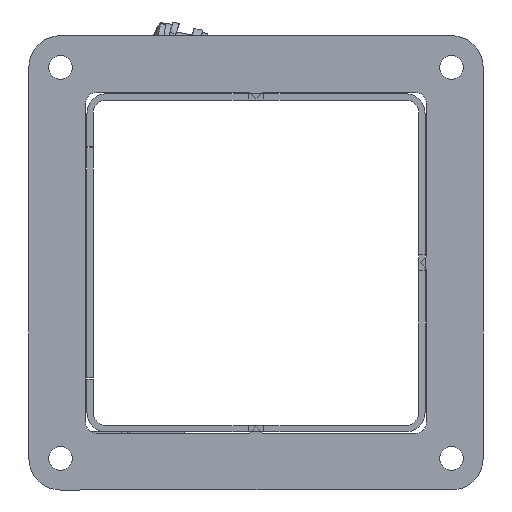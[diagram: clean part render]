
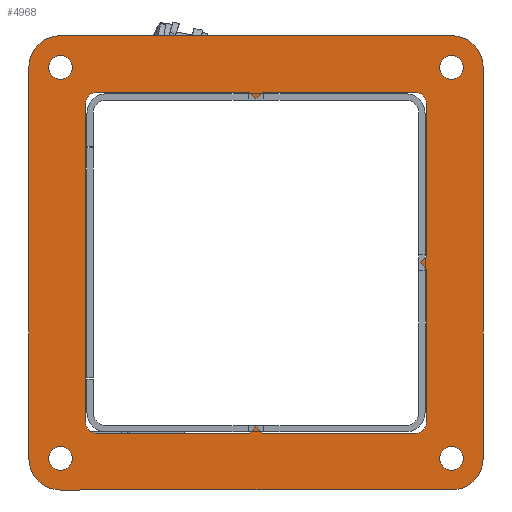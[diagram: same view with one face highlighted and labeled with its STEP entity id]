
A CAD part, left-side view. The second image highlights one B-rep face of the part: STEP entity #4968.
In plain terms, the highlighted face is planar.
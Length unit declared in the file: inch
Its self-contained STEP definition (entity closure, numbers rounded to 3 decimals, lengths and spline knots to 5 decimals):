
#3987=CARTESIAN_POINT('',(-2.01563,0.074,0.125));
#3988=VERTEX_POINT('',#3987);
#3995=CARTESIAN_POINT('',(-1.94163,0.,0.125));
#3996=VERTEX_POINT('',#3995);
#3997=CARTESIAN_POINT('',(-1.94163,0.,0.125));
#3998=DIRECTION('',(-0.707,0.707,0.0));
#3999=VECTOR('',#3998,0.10465);
#4000=LINE('',#3997,#3999);
#4001=EDGE_CURVE('',#3996,#3988,#4000,.T.);
#4026=CARTESIAN_POINT('',(-2.01563,-0.074,0.125));
#4027=VERTEX_POINT('',#4026);
#4028=CARTESIAN_POINT('',(-2.01563,-0.074,0.125));
#4029=DIRECTION('',(0.707,0.707,0.0));
#4030=VECTOR('',#4029,0.10465);
#4031=LINE('',#4028,#4030);
#4032=EDGE_CURVE('',#4027,#3996,#4031,.T.);
#4058=CARTESIAN_POINT('',(0.,1.94163,0.125));
#4059=VERTEX_POINT('',#4058);
#4066=CARTESIAN_POINT('',(-0.074,2.01563,0.125));
#4067=VERTEX_POINT('',#4066);
#4068=CARTESIAN_POINT('',(-0.074,2.01563,0.125));
#4069=DIRECTION('',(0.707,-0.707,0.0));
#4070=VECTOR('',#4069,0.10465);
#4071=LINE('',#4068,#4070);
#4072=EDGE_CURVE('',#4067,#4059,#4071,.T.);
#4096=CARTESIAN_POINT('',(0.074,2.01563,0.125));
#4097=VERTEX_POINT('',#4096);
#4104=CARTESIAN_POINT('',(0.,1.94163,0.125));
#4105=DIRECTION('',(0.707,0.707,0.0));
#4106=VECTOR('',#4105,0.10465);
#4107=LINE('',#4104,#4106);
#4108=EDGE_CURVE('',#4059,#4097,#4107,.T.);
#4129=CARTESIAN_POINT('',(0.,-1.94163,0.125));
#4130=VERTEX_POINT('',#4129);
#4137=CARTESIAN_POINT('',(0.074,-2.01563,0.125));
#4138=VERTEX_POINT('',#4137);
#4139=CARTESIAN_POINT('',(0.074,-2.01563,0.125));
#4140=DIRECTION('',(-0.707,0.707,0.0));
#4141=VECTOR('',#4140,0.10465);
#4142=LINE('',#4139,#4141);
#4143=EDGE_CURVE('',#4138,#4130,#4142,.T.);
#4167=CARTESIAN_POINT('',(-0.074,-2.01563,0.125));
#4168=VERTEX_POINT('',#4167);
#4175=CARTESIAN_POINT('',(0.,-1.94163,0.125));
#4176=DIRECTION('',(-0.707,-0.707,0.0));
#4177=VECTOR('',#4176,0.10465);
#4178=LINE('',#4175,#4177);
#4179=EDGE_CURVE('',#4130,#4168,#4178,.T.);
#4199=CARTESIAN_POINT('',(-2.01563,1.89063,0.125));
#4200=VERTEX_POINT('',#4199);
#4207=CARTESIAN_POINT('',(-2.01563,0.074,0.125));
#4208=DIRECTION('',(0.0,1.0,0.0));
#4209=VECTOR('',#4208,1.81663);
#4210=LINE('',#4207,#4209);
#4211=EDGE_CURVE('',#3988,#4200,#4210,.T.);
#4222=CARTESIAN_POINT('',(-2.01563,-1.89063,0.125));
#4223=VERTEX_POINT('',#4222);
#4224=CARTESIAN_POINT('',(-2.01563,-1.89063,0.125));
#4225=DIRECTION('',(0.0,1.0,0.0));
#4226=VECTOR('',#4225,1.81663);
#4227=LINE('',#4224,#4226);
#4228=EDGE_CURVE('',#4223,#4027,#4227,.T.);
#4261=CARTESIAN_POINT('',(1.89063,2.01563,0.125));
#4262=VERTEX_POINT('',#4261);
#4269=CARTESIAN_POINT('',(0.074,2.01563,0.125));
#4270=DIRECTION('',(1.0,0.0,0.0));
#4271=VECTOR('',#4270,1.81663);
#4272=LINE('',#4269,#4271);
#4273=EDGE_CURVE('',#4097,#4262,#4272,.T.);
#4284=CARTESIAN_POINT('',(-1.89063,2.01563,0.125));
#4285=VERTEX_POINT('',#4284);
#4286=CARTESIAN_POINT('',(-1.89063,2.01563,0.125));
#4287=DIRECTION('',(1.0,0.0,0.0));
#4288=VECTOR('',#4287,1.81663);
#4289=LINE('',#4286,#4288);
#4290=EDGE_CURVE('',#4285,#4067,#4289,.T.);
#4315=CARTESIAN_POINT('',(1.89063,-2.01563,0.125));
#4316=VERTEX_POINT('',#4315);
#4317=CARTESIAN_POINT('',(1.89063,-2.01563,0.125));
#4318=DIRECTION('',(-1.0,0.0,0.0));
#4319=VECTOR('',#4318,1.81663);
#4320=LINE('',#4317,#4319);
#4321=EDGE_CURVE('',#4316,#4138,#4320,.T.);
#4354=CARTESIAN_POINT('',(-1.89063,-2.01563,0.125));
#4355=VERTEX_POINT('',#4354);
#4362=CARTESIAN_POINT('',(-0.074,-2.01563,0.125));
#4363=DIRECTION('',(-1.0,0.0,0.0));
#4364=VECTOR('',#4363,1.81663);
#4365=LINE('',#4362,#4364);
#4366=EDGE_CURVE('',#4168,#4355,#4365,.T.);
#4387=CARTESIAN_POINT('',(2.45313,2.3125,0.125));
#4388=VERTEX_POINT('',#4387);
#4389=CARTESIAN_POINT('',(2.3125,2.3125,0.125));
#4390=DIRECTION('',(0.0,0.0,-1.0));
#4391=DIRECTION('',(-1.0,0.0,0.0));
#4392=AXIS2_PLACEMENT_3D('',#4389,#4390,#4391);
#4393=CIRCLE('',#4392,0.14063);
#4394=EDGE_CURVE('',#4388,#4388,#4393,.T.);
#4415=CARTESIAN_POINT('',(2.45313,-2.3125,0.125));
#4416=VERTEX_POINT('',#4415);
#4417=CARTESIAN_POINT('',(2.3125,-2.3125,0.125));
#4418=DIRECTION('',(0.0,0.0,-1.0));
#4419=DIRECTION('',(-1.0,0.0,0.0));
#4420=AXIS2_PLACEMENT_3D('',#4417,#4418,#4419);
#4421=CIRCLE('',#4420,0.14063);
#4422=EDGE_CURVE('',#4416,#4416,#4421,.T.);
#4443=CARTESIAN_POINT('',(-2.17188,2.3125,0.125));
#4444=VERTEX_POINT('',#4443);
#4445=CARTESIAN_POINT('',(-2.3125,2.3125,0.125));
#4446=DIRECTION('',(0.0,0.0,-1.0));
#4447=DIRECTION('',(-1.0,0.0,0.0));
#4448=AXIS2_PLACEMENT_3D('',#4445,#4446,#4447);
#4449=CIRCLE('',#4448,0.14063);
#4450=EDGE_CURVE('',#4444,#4444,#4449,.T.);
#4471=CARTESIAN_POINT('',(-2.17187,-2.3125,0.125));
#4472=VERTEX_POINT('',#4471);
#4473=CARTESIAN_POINT('',(-2.3125,-2.3125,0.125));
#4474=DIRECTION('',(0.0,0.0,-1.0));
#4475=DIRECTION('',(-1.0,0.0,0.0));
#4476=AXIS2_PLACEMENT_3D('',#4473,#4474,#4475);
#4477=CIRCLE('',#4476,0.14063);
#4478=EDGE_CURVE('',#4472,#4472,#4477,.T.);
#4488=CARTESIAN_POINT('',(-1.89063,1.89063,0.125));
#4489=DIRECTION('',(0.0,0.0,-1.0));
#4490=DIRECTION('',(0.0,1.0,0.0));
#4491=AXIS2_PLACEMENT_3D('',#4488,#4489,#4490);
#4492=CIRCLE('',#4491,0.125);
#4493=EDGE_CURVE('',#4200,#4285,#4492,.T.);
#4512=CARTESIAN_POINT('',(2.01563,1.89063,0.125));
#4513=VERTEX_POINT('',#4512);
#4514=CARTESIAN_POINT('',(1.89063,1.89063,0.125));
#4515=DIRECTION('',(0.0,0.0,-1.0));
#4516=DIRECTION('',(1.0,0.0,0.0));
#4517=AXIS2_PLACEMENT_3D('',#4514,#4515,#4516);
#4518=CIRCLE('',#4517,0.125);
#4519=EDGE_CURVE('',#4262,#4513,#4518,.T.);
#4545=CARTESIAN_POINT('',(2.01563,-1.89063,0.125));
#4546=VERTEX_POINT('',#4545);
#4547=CARTESIAN_POINT('',(2.01563,1.89063,0.125));
#4548=DIRECTION('',(0.0,-1.0,0.0));
#4549=VECTOR('',#4548,3.78125);
#4550=LINE('',#4547,#4549);
#4551=EDGE_CURVE('',#4513,#4546,#4550,.T.);
#4576=CARTESIAN_POINT('',(1.89063,-1.89063,0.125));
#4577=DIRECTION('',(0.0,0.0,-1.0));
#4578=DIRECTION('',(0.0,-1.0,0.0));
#4579=AXIS2_PLACEMENT_3D('',#4576,#4577,#4578);
#4580=CIRCLE('',#4579,0.125);
#4581=EDGE_CURVE('',#4546,#4316,#4580,.T.);
#4600=CARTESIAN_POINT('',(-1.89063,-1.89063,0.125));
#4601=DIRECTION('',(0.0,0.0,-1.0));
#4602=DIRECTION('',(-1.0,0.0,0.0));
#4603=AXIS2_PLACEMENT_3D('',#4600,#4601,#4602);
#4604=CIRCLE('',#4603,0.125);
#4605=EDGE_CURVE('',#4355,#4223,#4604,.T.);
#4624=CARTESIAN_POINT('',(-2.6875,2.3125,0.125));
#4625=VERTEX_POINT('',#4624);
#4626=CARTESIAN_POINT('',(-2.3125,2.6875,0.125));
#4627=VERTEX_POINT('',#4626);
#4628=CARTESIAN_POINT('',(-2.3125,2.3125,0.125));
#4629=DIRECTION('',(0.0,0.0,-1.0));
#4630=DIRECTION('',(0.0,1.0,0.0));
#4631=AXIS2_PLACEMENT_3D('',#4628,#4629,#4630);
#4632=CIRCLE('',#4631,0.375);
#4633=EDGE_CURVE('',#4625,#4627,#4632,.T.);
#4666=CARTESIAN_POINT('',(2.3125,2.6875,0.125));
#4667=VERTEX_POINT('',#4666);
#4668=CARTESIAN_POINT('',(-2.3125,2.6875,0.125));
#4669=DIRECTION('',(1.0,0.0,0.0));
#4670=VECTOR('',#4669,4.625);
#4671=LINE('',#4668,#4670);
#4672=EDGE_CURVE('',#4627,#4667,#4671,.T.);
#4697=CARTESIAN_POINT('',(2.6875,2.3125,0.125));
#4698=VERTEX_POINT('',#4697);
#4699=CARTESIAN_POINT('',(2.3125,2.3125,0.125));
#4700=DIRECTION('',(0.0,0.0,-1.0));
#4701=DIRECTION('',(1.0,0.0,0.0));
#4702=AXIS2_PLACEMENT_3D('',#4699,#4700,#4701);
#4703=CIRCLE('',#4702,0.375);
#4704=EDGE_CURVE('',#4667,#4698,#4703,.T.);
#4730=CARTESIAN_POINT('',(2.6875,-2.3125,0.125));
#4731=VERTEX_POINT('',#4730);
#4732=CARTESIAN_POINT('',(2.6875,2.3125,0.125));
#4733=DIRECTION('',(0.0,-1.0,0.0));
#4734=VECTOR('',#4733,4.625);
#4735=LINE('',#4732,#4734);
#4736=EDGE_CURVE('',#4698,#4731,#4735,.T.);
#4761=CARTESIAN_POINT('',(2.3125,-2.6875,0.125));
#4762=VERTEX_POINT('',#4761);
#4763=CARTESIAN_POINT('',(2.3125,-2.3125,0.125));
#4764=DIRECTION('',(0.0,0.0,-1.0));
#4765=DIRECTION('',(0.0,-1.0,0.0));
#4766=AXIS2_PLACEMENT_3D('',#4763,#4764,#4765);
#4767=CIRCLE('',#4766,0.375);
#4768=EDGE_CURVE('',#4731,#4762,#4767,.T.);
#4794=CARTESIAN_POINT('',(-2.3125,-2.6875,0.125));
#4795=VERTEX_POINT('',#4794);
#4796=CARTESIAN_POINT('',(2.3125,-2.6875,0.125));
#4797=DIRECTION('',(-1.0,0.0,0.0));
#4798=VECTOR('',#4797,4.625);
#4799=LINE('',#4796,#4798);
#4800=EDGE_CURVE('',#4762,#4795,#4799,.T.);
#4825=CARTESIAN_POINT('',(-2.6875,-2.3125,0.125));
#4826=VERTEX_POINT('',#4825);
#4827=CARTESIAN_POINT('',(-2.3125,-2.3125,0.125));
#4828=DIRECTION('',(0.0,0.0,-1.0));
#4829=DIRECTION('',(-1.0,0.0,0.0));
#4830=AXIS2_PLACEMENT_3D('',#4827,#4828,#4829);
#4831=CIRCLE('',#4830,0.375);
#4832=EDGE_CURVE('',#4795,#4826,#4831,.T.);
#4858=CARTESIAN_POINT('',(-2.6875,-2.3125,0.125));
#4859=DIRECTION('',(0.0,1.0,0.0));
#4860=VECTOR('',#4859,4.625);
#4861=LINE('',#4858,#4860);
#4862=EDGE_CURVE('',#4826,#4625,#4861,.T.);
#4922=CARTESIAN_POINT('',(0.,0.0,0.125));
#4923=DIRECTION('',(0.0,0.0,1.0));
#4924=DIRECTION('',(1.0,0.0,0.0));
#4925=AXIS2_PLACEMENT_3D('',#4922,#4923,#4924);
#4926=PLANE('',#4925);
#4927=ORIENTED_EDGE('',*,*,#4633,.F.);
#4928=ORIENTED_EDGE('',*,*,#4862,.F.);
#4929=ORIENTED_EDGE('',*,*,#4832,.F.);
#4930=ORIENTED_EDGE('',*,*,#4800,.F.);
#4931=ORIENTED_EDGE('',*,*,#4768,.F.);
#4932=ORIENTED_EDGE('',*,*,#4736,.F.);
#4933=ORIENTED_EDGE('',*,*,#4704,.F.);
#4934=ORIENTED_EDGE('',*,*,#4672,.F.);
#4935=EDGE_LOOP('',(#4927,#4928,#4929,#4930,#4931,#4932,#4933,#4934));
#4936=FACE_OUTER_BOUND('',#4935,.T.);
#4937=ORIENTED_EDGE('',*,*,#4394,.T.);
#4938=EDGE_LOOP('',(#4937));
#4939=FACE_BOUND('',#4938,.T.);
#4940=ORIENTED_EDGE('',*,*,#4422,.T.);
#4941=EDGE_LOOP('',(#4940));
#4942=FACE_BOUND('',#4941,.T.);
#4943=ORIENTED_EDGE('',*,*,#4450,.T.);
#4944=EDGE_LOOP('',(#4943));
#4945=FACE_BOUND('',#4944,.T.);
#4946=ORIENTED_EDGE('',*,*,#4478,.T.);
#4947=EDGE_LOOP('',(#4946));
#4948=FACE_BOUND('',#4947,.T.);
#4949=ORIENTED_EDGE('',*,*,#4493,.T.);
#4950=ORIENTED_EDGE('',*,*,#4290,.T.);
#4951=ORIENTED_EDGE('',*,*,#4072,.T.);
#4952=ORIENTED_EDGE('',*,*,#4108,.T.);
#4953=ORIENTED_EDGE('',*,*,#4273,.T.);
#4954=ORIENTED_EDGE('',*,*,#4519,.T.);
#4955=ORIENTED_EDGE('',*,*,#4551,.T.);
#4956=ORIENTED_EDGE('',*,*,#4581,.T.);
#4957=ORIENTED_EDGE('',*,*,#4321,.T.);
#4958=ORIENTED_EDGE('',*,*,#4143,.T.);
#4959=ORIENTED_EDGE('',*,*,#4179,.T.);
#4960=ORIENTED_EDGE('',*,*,#4366,.T.);
#4961=ORIENTED_EDGE('',*,*,#4605,.T.);
#4962=ORIENTED_EDGE('',*,*,#4228,.T.);
#4963=ORIENTED_EDGE('',*,*,#4032,.T.);
#4964=ORIENTED_EDGE('',*,*,#4001,.T.);
#4965=ORIENTED_EDGE('',*,*,#4211,.T.);
#4966=EDGE_LOOP('',(#4949,#4950,#4951,#4952,#4953,#4954,#4955,#4956,#4957,#4958,#4959,#4960,#4961,#4962,#4963,#4964,#4965));
#4967=FACE_BOUND('',#4966,.T.);
#4968=ADVANCED_FACE('',(#4936,#4939,#4942,#4945,#4948,#4967),#4926,.T.);
